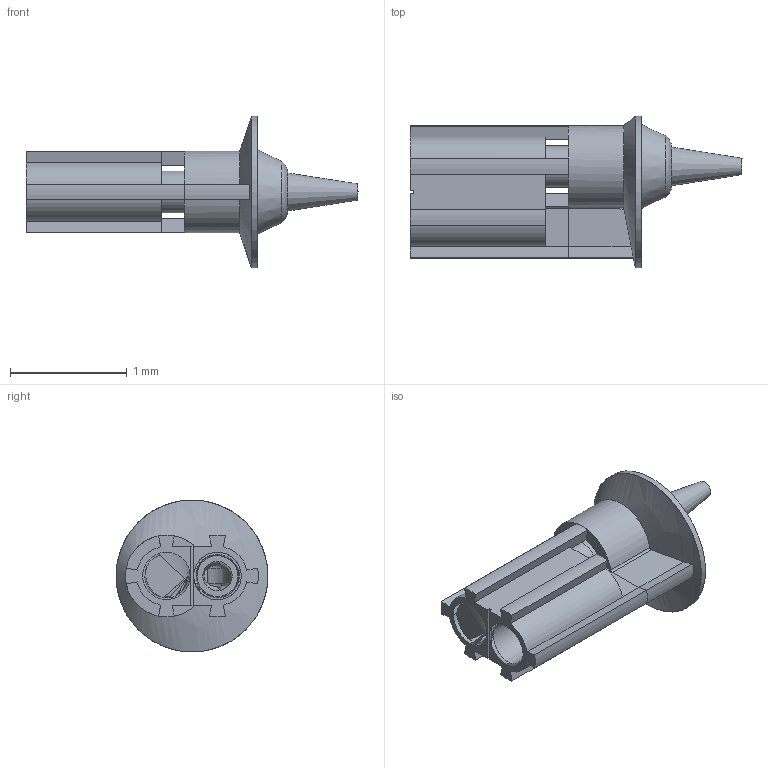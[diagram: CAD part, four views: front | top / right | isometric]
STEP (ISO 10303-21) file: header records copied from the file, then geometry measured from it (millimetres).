
FILE_DESCRIPTION(/* description */ (''),/* implementation_level */ '2;1');
FILE_NAME(/* name */ 'D10000000771830_A001.stp',/* time_stamp */ '2022-06-24T10:47:17+02:00',/* author */ (''),/* organization */ (''),/* preprocessor_version */ 'ST-DEVELOPER v18.1',/* originating_system */ 'SIEMENS PLM Software NX 2000',/* authorisation */ '');
FILE_SCHEMA (('AUTOMOTIVE_DESIGN { 1 0 10303 214 3 1 1 1 }'));
Length unit declared in the file: millimetre
Products named in the file (2): Helix_231_7_2-D10000000772149_A001; D10000000771830_A001
Assembly tree (1 placements, depth 2):
  D10000000771830_A001
    Helix_231_7_2-D10000000772149_A001
Bounding box: 2.84 x 1.3 x 1.3 mm (x, y, z)
Volume: 0.8 mm3; surface area: 21.8 mm2
Topology: 3 solids, 3 shells, 259 faces, 755 edges, 471 vertices
Faces by surface type: cylinder 91, plane 90, bspline 32, cone 29, torus 17
Full cylindrical faces by diameter (mm): 0.075 x1, 0.232 x3, 0.358 x4, 0.366 x6, 0.466 x1, 1.3 x1
Entity records: 13168 total; most frequent: CARTESIAN_POINT 7285, ORIENTED_EDGE 1326, DIRECTION 1017, EDGE_CURVE 663, VERTEX_POINT 432, AXIS2_PLACEMENT_3D 379, EDGE_LOOP 323, LINE 259
